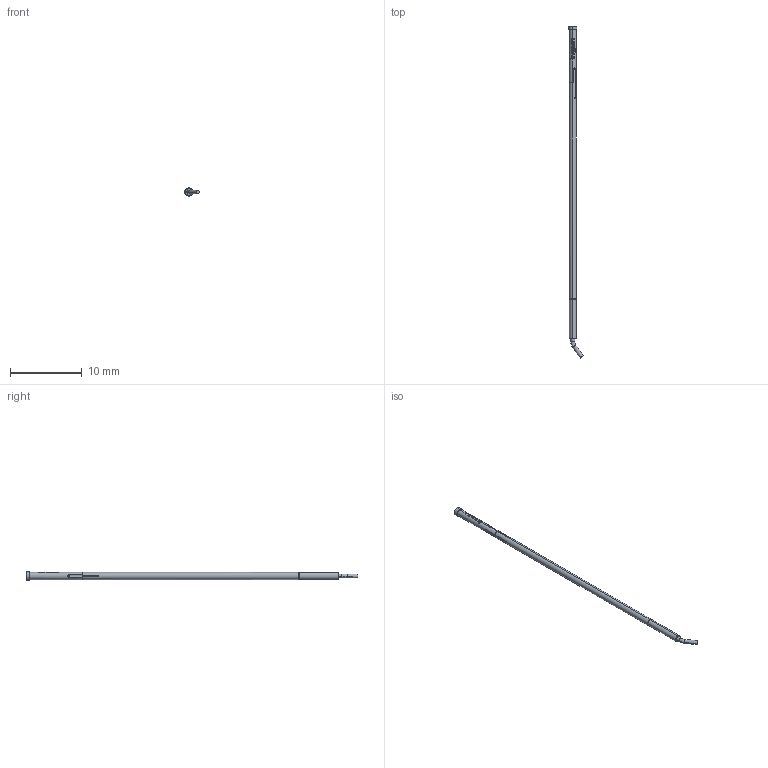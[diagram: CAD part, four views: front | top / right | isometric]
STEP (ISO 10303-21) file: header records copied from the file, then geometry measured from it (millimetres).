
FILE_DESCRIPTION (( 'STEP AP203' ), '1' );
FILE_NAME ('INGUN_KS-050_35_M-V-30.STEP', '2024-10-14T06:09:35', ( '' ), ( '' ), 'SwSTEP 2.0', 'SolidWorks 2023', '' );
FILE_SCHEMA (( 'CONFIG_CONTROL_DESIGN' ));
Length unit declared in the file: millimetre
Products named in the file (1): INGUN_KS-050_35_M-V-30
Bounding box: 2.03 x 46.26 x 1.15 mm (x, y, z)
Volume: 33.9 mm3; surface area: 142.2 mm2
Topology: 1 solids, 1 shells, 105 faces, 290 edges, 190 vertices
Faces by surface type: plane 44, cylinder 25, bspline 22, torus 8, cone 6
Entity records: 3873 total; most frequent: CARTESIAN_POINT 1284, ORIENTED_EDGE 580, DIRECTION 456, EDGE_CURVE 290, VERTEX_POINT 190, AXIS2_PLACEMENT_3D 180, EDGE_LOOP 108, ADVANCED_FACE 105
